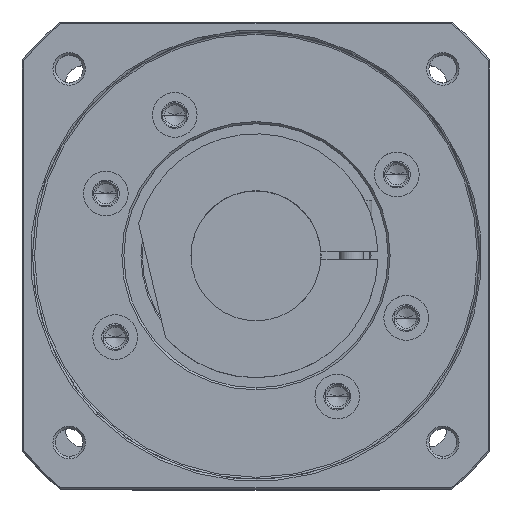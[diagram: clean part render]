
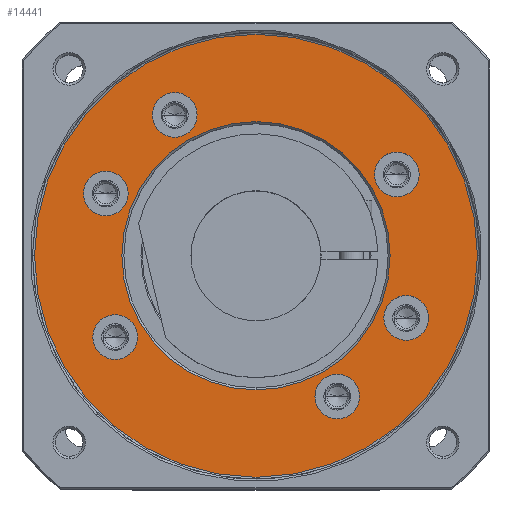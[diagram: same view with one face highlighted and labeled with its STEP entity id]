
A CAD part, top view. The second image highlights one B-rep face of the part: STEP entity #14441.
In plain terms, the highlighted planar face has unit normal (0, 0, 1).
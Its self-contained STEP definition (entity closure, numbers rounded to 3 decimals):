
#12729=CARTESIAN_POINT('',(0.,0.,16.5));
#12730=DIRECTION('',(0.,0.,1.));
#12731=DIRECTION('',(0.,-1.,0.));
#12732=AXIS2_PLACEMENT_3D('',#12729,#12730,#12731);
#12734=CARTESIAN_POINT('',(0.,0.,16.5));
#12735=DIRECTION('',(0.,0.,-1.));
#12736=DIRECTION('',(0.,-1.,0.));
#12737=AXIS2_PLACEMENT_3D('',#12734,#12735,#12736);
#12739=CARTESIAN_POINT('',(34.641,20.,16.5));
#12740=DIRECTION('',(0.,0.,1.));
#12741=DIRECTION('',(-1.,0.,0.));
#12742=AXIS2_PLACEMENT_3D('',#12739,#12740,#12741);
#12744=CARTESIAN_POINT('',(34.641,20.,16.5));
#12745=DIRECTION('',(0.,0.,1.));
#12746=DIRECTION('',(1.,0.,0.));
#12747=AXIS2_PLACEMENT_3D('',#12744,#12745,#12746);
#12749=CARTESIAN_POINT('',(-20.,34.641,16.5));
#12750=DIRECTION('',(0.,0.,1.));
#12751=DIRECTION('',(-1.,0.,0.));
#12752=AXIS2_PLACEMENT_3D('',#12749,#12750,#12751);
#12754=CARTESIAN_POINT('',(-20.,34.641,16.5));
#12755=DIRECTION('',(0.,0.,1.));
#12756=DIRECTION('',(1.,0.,0.));
#12757=AXIS2_PLACEMENT_3D('',#12754,#12755,#12756);
#12759=CARTESIAN_POINT('',(-34.641,-20.,16.5));
#12760=DIRECTION('',(0.,0.,1.));
#12761=DIRECTION('',(-1.,0.,0.));
#12762=AXIS2_PLACEMENT_3D('',#12759,#12760,#12761);
#12764=CARTESIAN_POINT('',(-34.641,-20.,16.5));
#12765=DIRECTION('',(0.,0.,1.));
#12766=DIRECTION('',(1.,0.,0.));
#12767=AXIS2_PLACEMENT_3D('',#12764,#12765,#12766);
#12769=CARTESIAN_POINT('',(20.,-34.641,16.5));
#12770=DIRECTION('',(0.,0.,1.));
#12771=DIRECTION('',(-1.,0.,0.));
#12772=AXIS2_PLACEMENT_3D('',#12769,#12770,#12771);
#12774=CARTESIAN_POINT('',(20.,-34.641,16.5));
#12775=DIRECTION('',(0.,0.,1.));
#12776=DIRECTION('',(1.,0.,0.));
#12777=AXIS2_PLACEMENT_3D('',#12774,#12775,#12776);
#12779=CARTESIAN_POINT('',(-15.307,-36.955,16.5));
#12780=DIRECTION('',(0.,0.,1.));
#12781=DIRECTION('',(-1.,0.,0.));
#12782=AXIS2_PLACEMENT_3D('',#12779,#12780,#12781);
#12784=CARTESIAN_POINT('',(-15.307,-36.955,16.5));
#12785=DIRECTION('',(0.,0.,1.));
#12786=DIRECTION('',(1.,0.,0.));
#12787=AXIS2_PLACEMENT_3D('',#12784,#12785,#12786);
#12789=CARTESIAN_POINT('',(15.307,36.955,16.5));
#12790=DIRECTION('',(0.,0.,1.));
#12791=DIRECTION('',(-1.,0.,0.));
#12792=AXIS2_PLACEMENT_3D('',#12789,#12790,#12791);
#12794=CARTESIAN_POINT('',(15.307,36.955,16.5));
#12795=DIRECTION('',(0.,0.,1.));
#12796=DIRECTION('',(1.,0.,0.));
#12797=AXIS2_PLACEMENT_3D('',#12794,#12795,#12796);
#13429=CARTESIAN_POINT('',(0.,0.,16.5));
#13430=DIRECTION('',(0.,0.,-1.));
#13431=DIRECTION('',(1.,0.,0.));
#13432=AXIS2_PLACEMENT_3D('',#13429,#13430,#13431);
#13447=CARTESIAN_POINT('',(0.,0.,16.5));
#13448=DIRECTION('',(0.,0.,-1.));
#13449=DIRECTION('',(-1.,0.,0.));
#13450=AXIS2_PLACEMENT_3D('',#13447,#13448,#13449);
#13898=CARTESIAN_POINT('',(29.141,20.,16.5));
#13899=CARTESIAN_POINT('',(40.141,20.,16.5));
#13900=VERTEX_POINT('',#13898);
#13901=VERTEX_POINT('',#13899);
#13902=CARTESIAN_POINT('',(-25.5,34.641,16.5));
#13903=CARTESIAN_POINT('',(-14.5,34.641,16.5));
#13904=VERTEX_POINT('',#13902);
#13905=VERTEX_POINT('',#13903);
#13906=CARTESIAN_POINT('',(-40.141,-20.,16.5));
#13907=CARTESIAN_POINT('',(-29.141,-20.,16.5));
#13908=VERTEX_POINT('',#13906);
#13909=VERTEX_POINT('',#13907);
#13910=CARTESIAN_POINT('',(14.5,-34.641,16.5));
#13911=CARTESIAN_POINT('',(25.5,-34.641,16.5));
#13912=VERTEX_POINT('',#13910);
#13913=VERTEX_POINT('',#13911);
#13930=CARTESIAN_POINT('',(0.,-54.5,16.5));
#13931=VERTEX_POINT('',#13930);
#13932=CARTESIAN_POINT('',(0.,54.5,16.5));
#13933=VERTEX_POINT('',#13932);
#14016=CARTESIAN_POINT('',(-20.807,-36.955,16.5));
#14017=CARTESIAN_POINT('',(-9.807,-36.955,16.5));
#14018=VERTEX_POINT('',#14016);
#14019=VERTEX_POINT('',#14017);
#14028=CARTESIAN_POINT('',(9.807,36.955,16.5));
#14029=CARTESIAN_POINT('',(20.807,36.955,16.5));
#14030=VERTEX_POINT('',#14028);
#14031=VERTEX_POINT('',#14029);
#14068=CARTESIAN_POINT('',(-33.,0.,16.5));
#14069=CARTESIAN_POINT('',(33.,0.,16.5));
#14070=VERTEX_POINT('',#14068);
#14071=VERTEX_POINT('',#14069);
#14389=CARTESIAN_POINT('',(0.,0.,16.5));
#14390=DIRECTION('',(0.,0.,-1.));
#14391=DIRECTION('',(0.,-1.,0.));
#14392=AXIS2_PLACEMENT_3D('',#14389,#14390,#14391);
#14393=PLANE('',#14392);
#14395=ORIENTED_EDGE('',*,*,#14394,.F.);
#14397=ORIENTED_EDGE('',*,*,#14396,.T.);
#14398=EDGE_LOOP('',(#14395,#14397));
#14399=FACE_OUTER_BOUND('',#14398,.F.);
#14401=ORIENTED_EDGE('',*,*,#14400,.F.);
#14403=ORIENTED_EDGE('',*,*,#14402,.F.);
#14404=EDGE_LOOP('',(#14401,#14403));
#14405=FACE_BOUND('',#14404,.F.);
#14407=ORIENTED_EDGE('',*,*,#14406,.T.);
#14409=ORIENTED_EDGE('',*,*,#14408,.T.);
#14410=EDGE_LOOP('',(#14407,#14409));
#14411=FACE_BOUND('',#14410,.F.);
#14413=ORIENTED_EDGE('',*,*,#14412,.T.);
#14415=ORIENTED_EDGE('',*,*,#14414,.T.);
#14416=EDGE_LOOP('',(#14413,#14415));
#14417=FACE_BOUND('',#14416,.F.);
#14419=ORIENTED_EDGE('',*,*,#14418,.T.);
#14421=ORIENTED_EDGE('',*,*,#14420,.T.);
#14422=EDGE_LOOP('',(#14419,#14421));
#14423=FACE_BOUND('',#14422,.F.);
#14424=ORIENTED_EDGE('',*,*,#14379,.T.);
#14426=ORIENTED_EDGE('',*,*,#14425,.T.);
#14427=EDGE_LOOP('',(#14424,#14426));
#14428=FACE_BOUND('',#14427,.F.);
#14430=ORIENTED_EDGE('',*,*,#14429,.T.);
#14432=ORIENTED_EDGE('',*,*,#14431,.T.);
#14433=EDGE_LOOP('',(#14430,#14432));
#14434=FACE_BOUND('',#14433,.F.);
#14436=ORIENTED_EDGE('',*,*,#14435,.T.);
#14438=ORIENTED_EDGE('',*,*,#14437,.T.);
#14439=EDGE_LOOP('',(#14436,#14438));
#14440=FACE_BOUND('',#14439,.F.);
#14441=ADVANCED_FACE('',(#14399,#14405,#14411,#14417,#14423,#14428,#14434,
#14440),#14393,.F.);
#12733=CIRCLE('',#12732,54.5);
#12738=CIRCLE('',#12737,54.5);
#12743=CIRCLE('',#12742,5.5);
#12748=CIRCLE('',#12747,5.5);
#12753=CIRCLE('',#12752,5.5);
#12758=CIRCLE('',#12757,5.5);
#12763=CIRCLE('',#12762,5.5);
#12768=CIRCLE('',#12767,5.5);
#12773=CIRCLE('',#12772,5.5);
#12778=CIRCLE('',#12777,5.5);
#12783=CIRCLE('',#12782,5.5);
#12788=CIRCLE('',#12787,5.5);
#12793=CIRCLE('',#12792,5.5);
#12798=CIRCLE('',#12797,5.5);
#13433=CIRCLE('',#13432,33.);
#13451=CIRCLE('',#13450,33.);
#14379=EDGE_CURVE('',#13912,#13913,#12773,.T.);
#14394=EDGE_CURVE('',#13931,#13933,#12733,.T.);
#14396=EDGE_CURVE('',#13931,#13933,#12738,.T.);
#14400=EDGE_CURVE('',#14071,#14070,#13433,.T.);
#14402=EDGE_CURVE('',#14070,#14071,#13451,.T.);
#14406=EDGE_CURVE('',#13900,#13901,#12743,.T.);
#14408=EDGE_CURVE('',#13901,#13900,#12748,.T.);
#14412=EDGE_CURVE('',#13904,#13905,#12753,.T.);
#14414=EDGE_CURVE('',#13905,#13904,#12758,.T.);
#14418=EDGE_CURVE('',#13908,#13909,#12763,.T.);
#14420=EDGE_CURVE('',#13909,#13908,#12768,.T.);
#14425=EDGE_CURVE('',#13913,#13912,#12778,.T.);
#14429=EDGE_CURVE('',#14018,#14019,#12783,.T.);
#14431=EDGE_CURVE('',#14019,#14018,#12788,.T.);
#14435=EDGE_CURVE('',#14030,#14031,#12793,.T.);
#14437=EDGE_CURVE('',#14031,#14030,#12798,.T.);
